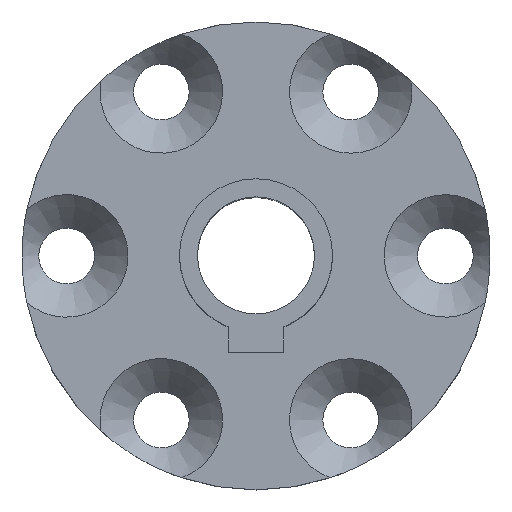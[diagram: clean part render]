
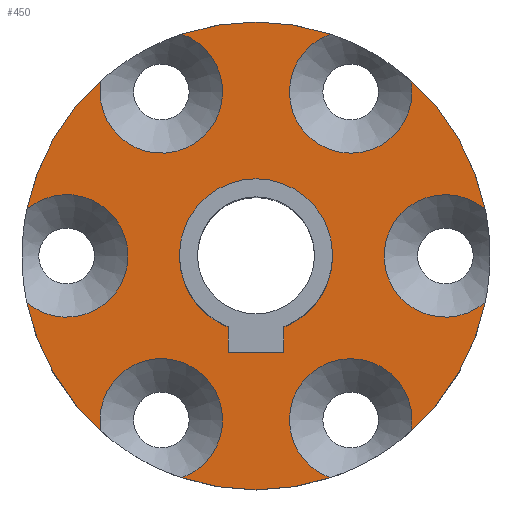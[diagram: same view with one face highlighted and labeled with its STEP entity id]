
A CAD part, top view. The second image highlights one B-rep face of the part: STEP entity #450.
In plain terms, the highlighted planar face has unit normal (0, 0, 1).
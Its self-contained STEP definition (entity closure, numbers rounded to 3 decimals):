
#36=FACE_BOUND('',#131,.T.);
#37=CIRCLE('',#458,6.875);
#50=CIRCLE('',#474,5.5);
#52=CIRCLE('',#476,5.5);
#53=CIRCLE('',#478,21.);
#54=CIRCLE('',#479,21.);
#55=CIRCLE('',#480,21.);
#56=CIRCLE('',#481,21.);
#57=CIRCLE('',#482,21.);
#58=CIRCLE('',#483,21.);
#59=CIRCLE('',#486,5.5);
#61=CIRCLE('',#488,5.5);
#62=CIRCLE('',#491,5.5);
#64=CIRCLE('',#493,5.5);
#65=CIRCLE('',#496,5.5);
#67=CIRCLE('',#498,5.5);
#68=CIRCLE('',#501,5.5);
#70=CIRCLE('',#503,5.5);
#72=CIRCLE('',#507,5.5);
#101=FACE_OUTER_BOUND('',#130,.T.);
#130=EDGE_LOOP('',(#398,#399,#400,#401,#402,#403,#404,#405,#406,#407,#408,
#409,#410,#411,#412,#413,#414));
#131=EDGE_LOOP('',(#415,#416,#417,#418));
#133=LINE('',#655,#157);
#137=LINE('',#663,#161);
#140=LINE('',#669,#164);
#157=VECTOR('',#515,10.);
#161=VECTOR('',#521,10.);
#164=VECTOR('',#526,10.);
#181=VERTEX_POINT('',#653);
#182=VERTEX_POINT('',#654);
#185=VERTEX_POINT('',#662);
#187=VERTEX_POINT('',#668);
#200=VERTEX_POINT('',#701);
#201=VERTEX_POINT('',#702);
#202=VERTEX_POINT('',#713);
#205=VERTEX_POINT('',#722);
#206=VERTEX_POINT('',#729);
#207=VERTEX_POINT('',#731);
#208=VERTEX_POINT('',#742);
#209=VERTEX_POINT('',#744);
#210=VERTEX_POINT('',#758);
#211=VERTEX_POINT('',#760);
#212=VERTEX_POINT('',#773);
#213=VERTEX_POINT('',#775);
#214=VERTEX_POINT('',#786);
#215=VERTEX_POINT('',#797);
#217=VERTEX_POINT('',#806);
#219=VERTEX_POINT('',#815);
#221=VERTEX_POINT('',#824);
#224=EDGE_CURVE('',#181,#182,#133,.T.);
#228=EDGE_CURVE('',#182,#185,#137,.T.);
#231=EDGE_CURVE('',#185,#187,#140,.T.);
#234=EDGE_CURVE('',#187,#181,#37,.T.);
#248=EDGE_CURVE('',#201,#202,#50,.T.);
#251=EDGE_CURVE('',#202,#200,#52,.T.);
#254=EDGE_CURVE('',#206,#205,#53,.T.);
#256=EDGE_CURVE('',#208,#207,#54,.T.);
#258=EDGE_CURVE('',#201,#209,#55,.T.);
#259=EDGE_CURVE('',#210,#200,#56,.T.);
#261=EDGE_CURVE('',#212,#211,#57,.T.);
#263=EDGE_CURVE('',#214,#213,#58,.T.);
#266=EDGE_CURVE('',#212,#215,#59,.T.);
#269=EDGE_CURVE('',#215,#213,#61,.T.);
#271=EDGE_CURVE('',#210,#217,#62,.T.);
#274=EDGE_CURVE('',#217,#211,#64,.T.);
#276=EDGE_CURVE('',#208,#219,#65,.T.);
#279=EDGE_CURVE('',#219,#209,#67,.T.);
#281=EDGE_CURVE('',#206,#221,#68,.T.);
#284=EDGE_CURVE('',#221,#207,#70,.T.);
#288=EDGE_CURVE('',#214,#205,#72,.T.);
#398=ORIENTED_EDGE('',*,*,#248,.F.);
#399=ORIENTED_EDGE('',*,*,#258,.T.);
#400=ORIENTED_EDGE('',*,*,#279,.F.);
#401=ORIENTED_EDGE('',*,*,#276,.F.);
#402=ORIENTED_EDGE('',*,*,#256,.T.);
#403=ORIENTED_EDGE('',*,*,#284,.F.);
#404=ORIENTED_EDGE('',*,*,#281,.F.);
#405=ORIENTED_EDGE('',*,*,#254,.T.);
#406=ORIENTED_EDGE('',*,*,#288,.F.);
#407=ORIENTED_EDGE('',*,*,#263,.T.);
#408=ORIENTED_EDGE('',*,*,#269,.F.);
#409=ORIENTED_EDGE('',*,*,#266,.F.);
#410=ORIENTED_EDGE('',*,*,#261,.T.);
#411=ORIENTED_EDGE('',*,*,#274,.F.);
#412=ORIENTED_EDGE('',*,*,#271,.F.);
#413=ORIENTED_EDGE('',*,*,#259,.T.);
#414=ORIENTED_EDGE('',*,*,#251,.F.);
#415=ORIENTED_EDGE('',*,*,#224,.T.);
#416=ORIENTED_EDGE('',*,*,#228,.T.);
#417=ORIENTED_EDGE('',*,*,#231,.T.);
#418=ORIENTED_EDGE('',*,*,#234,.T.);
#430=PLANE('',#509);
#450=ADVANCED_FACE('',(#101,#36),#430,.T.);
#458=AXIS2_PLACEMENT_3D('',#674,#531,#532);
#474=AXIS2_PLACEMENT_3D('',#714,#563,#564);
#476=AXIS2_PLACEMENT_3D('',#718,#568,#569);
#478=AXIS2_PLACEMENT_3D('',#730,#573,#574);
#479=AXIS2_PLACEMENT_3D('',#743,#575,#576);
#480=AXIS2_PLACEMENT_3D('',#757,#577,#578);
#481=AXIS2_PLACEMENT_3D('',#759,#579,#580);
#482=AXIS2_PLACEMENT_3D('',#774,#581,#582);
#483=AXIS2_PLACEMENT_3D('',#787,#583,#584);
#486=AXIS2_PLACEMENT_3D('',#798,#590,#591);
#488=AXIS2_PLACEMENT_3D('',#802,#595,#596);
#491=AXIS2_PLACEMENT_3D('',#807,#602,#603);
#493=AXIS2_PLACEMENT_3D('',#811,#607,#608);
#496=AXIS2_PLACEMENT_3D('',#816,#614,#615);
#498=AXIS2_PLACEMENT_3D('',#820,#619,#620);
#501=AXIS2_PLACEMENT_3D('',#825,#626,#627);
#503=AXIS2_PLACEMENT_3D('',#829,#631,#632);
#507=AXIS2_PLACEMENT_3D('',#836,#641,#642);
#509=AXIS2_PLACEMENT_3D('',#839,#646,#647);
#515=DIRECTION('',(0.,-1.,0.));
#521=DIRECTION('',(-1.,0.,0.));
#526=DIRECTION('',(0.,1.,0.));
#531=DIRECTION('center_axis',(0.,0.,-1.));
#532=DIRECTION('ref_axis',(-1.,0.,0.));
#563=DIRECTION('center_axis',(0.,0.,1.));
#564=DIRECTION('ref_axis',(-1.,0.,0.));
#568=DIRECTION('center_axis',(0.,0.,1.));
#569=DIRECTION('ref_axis',(-1.,0.,0.));
#573=DIRECTION('center_axis',(0.,0.,1.));
#574=DIRECTION('ref_axis',(-1.,0.,0.));
#575=DIRECTION('center_axis',(0.,0.,1.));
#576=DIRECTION('ref_axis',(-1.,0.,0.));
#577=DIRECTION('center_axis',(0.,0.,1.));
#578=DIRECTION('ref_axis',(-1.,0.,0.));
#579=DIRECTION('center_axis',(0.,0.,1.));
#580=DIRECTION('ref_axis',(-1.,0.,0.));
#581=DIRECTION('center_axis',(0.,0.,1.));
#582=DIRECTION('ref_axis',(-1.,0.,0.));
#583=DIRECTION('center_axis',(0.,0.,1.));
#584=DIRECTION('ref_axis',(-1.,0.,0.));
#590=DIRECTION('center_axis',(0.,0.,1.));
#591=DIRECTION('ref_axis',(-1.,0.,0.));
#595=DIRECTION('center_axis',(0.,0.,1.));
#596=DIRECTION('ref_axis',(-1.,0.,0.));
#602=DIRECTION('center_axis',(0.,0.,1.));
#603=DIRECTION('ref_axis',(-1.,0.,0.));
#607=DIRECTION('center_axis',(0.,0.,1.));
#608=DIRECTION('ref_axis',(-1.,0.,0.));
#614=DIRECTION('center_axis',(0.,0.,1.));
#615=DIRECTION('ref_axis',(-1.,0.,0.));
#619=DIRECTION('center_axis',(0.,0.,1.));
#620=DIRECTION('ref_axis',(-1.,0.,0.));
#626=DIRECTION('center_axis',(0.,0.,1.));
#627=DIRECTION('ref_axis',(-1.,0.,0.));
#631=DIRECTION('center_axis',(0.,0.,1.));
#632=DIRECTION('ref_axis',(-1.,0.,0.));
#641=DIRECTION('center_axis',(0.,0.,1.));
#642=DIRECTION('ref_axis',(-1.,0.,0.));
#646=DIRECTION('center_axis',(0.,0.,1.));
#647=DIRECTION('ref_axis',(-1.,0.,0.));
#653=CARTESIAN_POINT('',(2.502,5.524,518.494));
#654=CARTESIAN_POINT('',(2.502,3.224,518.494));
#655=CARTESIAN_POINT('',(2.502,-227.183,518.494));
#662=CARTESIAN_POINT('',(-2.498,3.224,518.494));
#663=CARTESIAN_POINT('',(-1.248,3.224,518.494));
#668=CARTESIAN_POINT('',(-2.498,5.524,518.494));
#669=CARTESIAN_POINT('',(-2.498,-226.033,518.494));
#674=CARTESIAN_POINT('Origin',(0.002,11.929,518.494));
#701=CARTESIAN_POINT('',(-20.579,16.103,518.494));
#702=CARTESIAN_POINT('',(-20.579,7.754,518.494));
#713=CARTESIAN_POINT('',(-11.498,11.929,518.494));
#714=CARTESIAN_POINT('Origin',(-16.998,11.929,518.494));
#718=CARTESIAN_POINT('Origin',(-16.998,11.929,518.494));
#722=CARTESIAN_POINT('',(20.583,7.754,518.494));
#729=CARTESIAN_POINT('',(13.908,-3.808,518.494));
#730=CARTESIAN_POINT('Origin',(0.002,11.929,518.494));
#731=CARTESIAN_POINT('',(6.677,-7.982,518.494));
#742=CARTESIAN_POINT('',(-6.673,-7.982,518.494));
#743=CARTESIAN_POINT('Origin',(0.002,11.929,518.494));
#744=CARTESIAN_POINT('',(-13.904,-3.808,518.494));
#757=CARTESIAN_POINT('Origin',(0.002,11.929,518.494));
#758=CARTESIAN_POINT('',(-13.904,27.665,518.494));
#759=CARTESIAN_POINT('Origin',(0.002,11.929,518.494));
#760=CARTESIAN_POINT('',(-6.673,31.84,518.494));
#773=CARTESIAN_POINT('',(6.677,31.84,518.494));
#774=CARTESIAN_POINT('Origin',(0.002,11.929,518.494));
#775=CARTESIAN_POINT('',(13.908,27.665,518.494));
#786=CARTESIAN_POINT('',(20.583,16.103,518.494));
#787=CARTESIAN_POINT('Origin',(0.002,11.929,518.494));
#797=CARTESIAN_POINT('',(14.002,26.651,518.494));
#798=CARTESIAN_POINT('Origin',(8.502,26.651,518.494));
#802=CARTESIAN_POINT('Origin',(8.502,26.651,518.494));
#806=CARTESIAN_POINT('',(-2.998,26.651,518.494));
#807=CARTESIAN_POINT('Origin',(-8.498,26.651,518.494));
#811=CARTESIAN_POINT('Origin',(-8.498,26.651,518.494));
#815=CARTESIAN_POINT('',(-2.998,-2.794,518.494));
#816=CARTESIAN_POINT('Origin',(-8.498,-2.794,518.494));
#820=CARTESIAN_POINT('Origin',(-8.498,-2.794,518.494));
#824=CARTESIAN_POINT('',(14.002,-2.794,518.494));
#825=CARTESIAN_POINT('Origin',(8.502,-2.794,518.494));
#829=CARTESIAN_POINT('Origin',(8.502,-2.794,518.494));
#836=CARTESIAN_POINT('Origin',(17.002,11.929,518.494));
#839=CARTESIAN_POINT('Origin',(0.002,-457.59,518.494));
